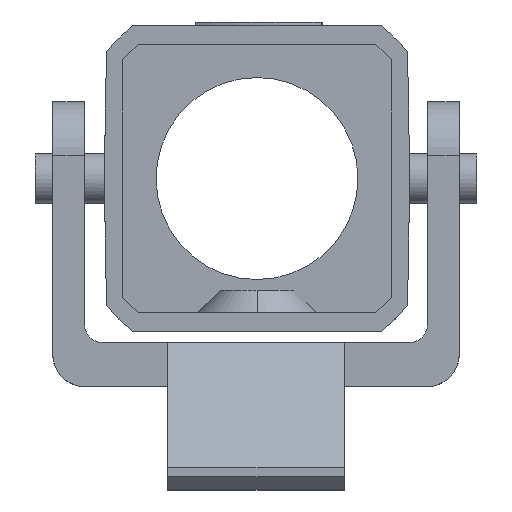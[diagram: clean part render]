
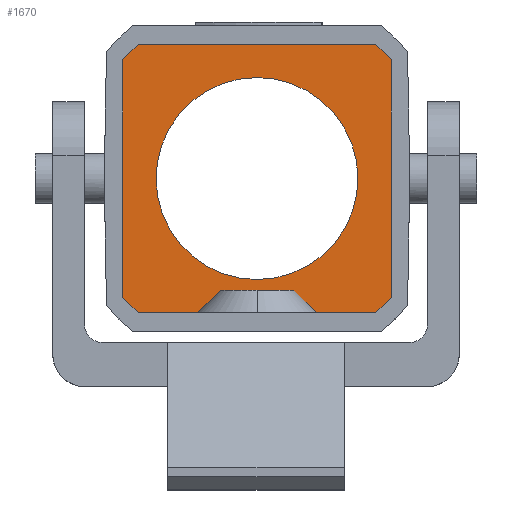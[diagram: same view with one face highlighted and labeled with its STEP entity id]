
A CAD part, front view. The second image highlights one B-rep face of the part: STEP entity #1670.
In plain terms, the highlighted planar face has unit normal (0, -1, 0).
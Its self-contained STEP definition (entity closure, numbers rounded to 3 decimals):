
#669=LINE('',#5285,#1001);
#673=LINE('',#5299,#1005);
#677=LINE('',#5311,#1009);
#681=LINE('',#5323,#1013);
#684=LINE('',#5332,#1016);
#686=LINE('',#5335,#1018);
#689=LINE('',#5340,#1021);
#690=LINE('',#5342,#1022);
#1001=VECTOR('',#4333,1.);
#1005=VECTOR('',#4345,1.);
#1009=VECTOR('',#4357,1.);
#1013=VECTOR('',#4369,1.);
#1016=VECTOR('',#4380,1.);
#1018=VECTOR('',#4382,1.);
#1021=VECTOR('',#4387,1.);
#1022=VECTOR('',#4390,1.);
#1386=FACE_BOUND('',#2010,.T.);
#1387=FACE_BOUND('',#2011,.T.);
#1448=PLANE('',#4076);
#1575=CIRCLE('',#4056,8.);
#1576=CIRCLE('',#4059,14.2);
#1578=CIRCLE('',#4063,14.2);
#1580=CIRCLE('',#4067,14.2);
#1582=CIRCLE('',#4071,14.2);
#1670=ADVANCED_FACE('',(#1386,#1387),#1448,.F.);
#2010=EDGE_LOOP('',(#2305));
#2011=EDGE_LOOP('',(#2306,#2307,#2308,#2309,#2310,#2311,#2312,#2313,#2314,
#2315,#2316,#2317));
#2305=ORIENTED_EDGE('',*,*,#3471,.F.);
#2306=ORIENTED_EDGE('',*,*,#3506,.F.);
#2307=ORIENTED_EDGE('',*,*,#3477,.F.);
#2308=ORIENTED_EDGE('',*,*,#3502,.F.);
#2309=ORIENTED_EDGE('',*,*,#3479,.T.);
#2310=ORIENTED_EDGE('',*,*,#3483,.F.);
#2311=ORIENTED_EDGE('',*,*,#3486,.T.);
#2312=ORIENTED_EDGE('',*,*,#3489,.F.);
#2313=ORIENTED_EDGE('',*,*,#3492,.T.);
#2314=ORIENTED_EDGE('',*,*,#3495,.F.);
#2315=ORIENTED_EDGE('',*,*,#3498,.T.);
#2316=ORIENTED_EDGE('',*,*,#3500,.F.);
#2317=ORIENTED_EDGE('',*,*,#3505,.F.);
#3163=VERTEX_POINT('',#5247);
#3166=VERTEX_POINT('',#5282);
#3167=VERTEX_POINT('',#5284);
#3168=VERTEX_POINT('',#5288);
#3170=VERTEX_POINT('',#5291);
#3173=VERTEX_POINT('',#5298);
#3174=VERTEX_POINT('',#5303);
#3177=VERTEX_POINT('',#5310);
#3178=VERTEX_POINT('',#5315);
#3181=VERTEX_POINT('',#5322);
#3182=VERTEX_POINT('',#5327);
#3184=VERTEX_POINT('',#5333);
#3185=VERTEX_POINT('',#5339);
#3471=EDGE_CURVE('',#3163,#3163,#1575,.T.);
#3477=EDGE_CURVE('',#3167,#3166,#669,.T.);
#3479=EDGE_CURVE('',#3170,#3168,#1576,.T.);
#3483=EDGE_CURVE('',#3173,#3168,#673,.T.);
#3486=EDGE_CURVE('',#3173,#3174,#1578,.T.);
#3489=EDGE_CURVE('',#3177,#3174,#677,.T.);
#3492=EDGE_CURVE('',#3177,#3178,#1580,.T.);
#3495=EDGE_CURVE('',#3181,#3178,#681,.T.);
#3498=EDGE_CURVE('',#3181,#3182,#1582,.T.);
#3500=EDGE_CURVE('',#3184,#3182,#684,.T.);
#3502=EDGE_CURVE('',#3170,#3167,#686,.T.);
#3505=EDGE_CURVE('',#3185,#3184,#689,.T.);
#3506=EDGE_CURVE('',#3166,#3185,#690,.T.);
#4056=AXIS2_PLACEMENT_3D('',#5246,#4327,#4328);
#4059=AXIS2_PLACEMENT_3D('',#5290,#4337,#4338);
#4063=AXIS2_PLACEMENT_3D('',#5305,#4350,#4351);
#4067=AXIS2_PLACEMENT_3D('',#5317,#4362,#4363);
#4071=AXIS2_PLACEMENT_3D('',#5329,#4374,#4375);
#4076=AXIS2_PLACEMENT_3D('',#5343,#4391,#4392);
#4327=DIRECTION('',(0.,-1.,0.));
#4328=DIRECTION('',(1.,0.,0.002));
#4333=DIRECTION('',(-0.707,0.,0.707));
#4337=DIRECTION('',(0.,-1.,0.));
#4338=DIRECTION('',(0.661,0.,-0.75));
#4345=DIRECTION('',(0.,0.,-1.));
#4350=DIRECTION('',(0.,-1.,0.));
#4351=DIRECTION('',(0.75,0.,0.661));
#4357=DIRECTION('',(1.,0.,0.));
#4362=DIRECTION('',(0.,-1.,0.));
#4363=DIRECTION('',(-0.661,0.,0.75));
#4369=DIRECTION('',(0.,0.,1.));
#4374=DIRECTION('',(0.,-1.,0.));
#4375=DIRECTION('',(-0.75,0.,-0.661));
#4380=DIRECTION('',(-1.,0.,0.));
#4382=DIRECTION('',(-1.,0.,0.));
#4387=DIRECTION('',(-0.707,0.,-0.707));
#4390=DIRECTION('',(-1.,0.,0.));
#4391=DIRECTION('',(0.,1.,0.));
#4392=DIRECTION('',(0.,0.,1.));
#5246=CARTESIAN_POINT('',(0.,46.3,0.));
#5247=CARTESIAN_POINT('',(8.,46.3,0.015));
#5282=CARTESIAN_POINT('',(2.9,46.3,-8.85));
#5284=CARTESIAN_POINT('',(4.7,46.3,-10.65));
#5285=CARTESIAN_POINT('',(4.7,46.3,-10.65));
#5288=CARTESIAN_POINT('',(10.65,46.3,-9.392));
#5290=CARTESIAN_POINT('',(0.,46.3,0.));
#5291=CARTESIAN_POINT('',(9.392,46.3,-10.65));
#5298=CARTESIAN_POINT('',(10.65,46.3,9.392));
#5299=CARTESIAN_POINT('',(10.65,46.3,9.392));
#5303=CARTESIAN_POINT('',(9.392,46.3,10.65));
#5305=CARTESIAN_POINT('',(0.,46.3,0.));
#5310=CARTESIAN_POINT('',(-9.392,46.3,10.65));
#5311=CARTESIAN_POINT('',(-9.392,46.3,10.65));
#5315=CARTESIAN_POINT('',(-10.65,46.3,9.392));
#5317=CARTESIAN_POINT('',(0.,46.3,0.));
#5322=CARTESIAN_POINT('',(-10.65,46.3,-9.392));
#5323=CARTESIAN_POINT('',(-10.65,46.3,-9.392));
#5327=CARTESIAN_POINT('',(-9.392,46.3,-10.65));
#5329=CARTESIAN_POINT('',(0.,46.3,0.));
#5332=CARTESIAN_POINT('',(-4.7,46.3,-10.65));
#5333=CARTESIAN_POINT('',(-4.7,46.3,-10.65));
#5335=CARTESIAN_POINT('',(9.392,46.3,-10.65));
#5339=CARTESIAN_POINT('',(-2.9,46.3,-8.85));
#5340=CARTESIAN_POINT('',(-2.9,46.3,-8.85));
#5342=CARTESIAN_POINT('',(2.9,46.3,-8.85));
#5343=CARTESIAN_POINT('',(-11.65,46.3,-11.65));
